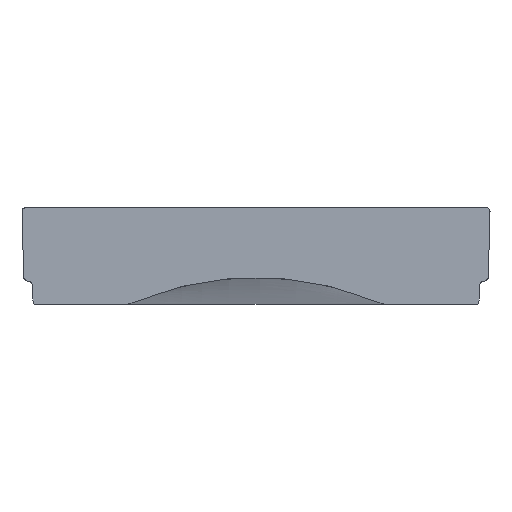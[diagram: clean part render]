
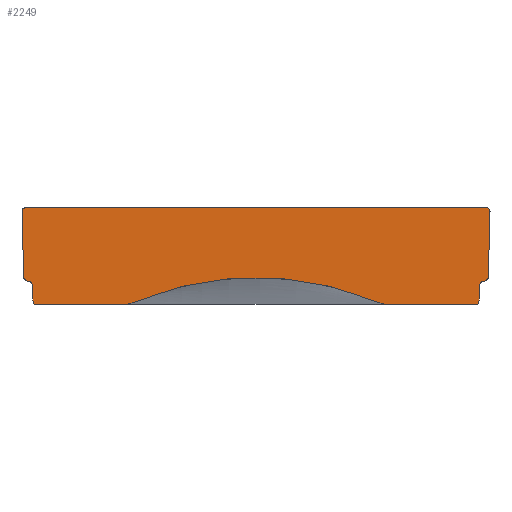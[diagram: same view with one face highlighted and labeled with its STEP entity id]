
A CAD part, left-side view. The second image highlights one B-rep face of the part: STEP entity #2249.
In plain terms, the highlighted planar face has unit normal (-1, 0, 0).
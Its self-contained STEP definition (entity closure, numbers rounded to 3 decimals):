
#70=LINE('',#5919,#146);
#85=LINE('',#6318,#161);
#96=LINE('',#9671,#172);
#97=LINE('',#9712,#173);
#116=LINE('',#11669,#192);
#117=LINE('',#11677,#193);
#118=LINE('',#11681,#194);
#146=VECTOR('',#2428,1000.);
#161=VECTOR('',#2491,1000.);
#172=VECTOR('',#2540,1000.);
#173=VECTOR('',#2541,1000.);
#192=VECTOR('',#2584,1000.);
#193=VECTOR('',#2585,1000.);
#194=VECTOR('',#2588,1000.);
#297=CIRCLE('',#2298,30.);
#298=CIRCLE('',#2300,401.63);
#304=CIRCLE('',#2312,6.);
#305=CIRCLE('',#2314,6.);
#312=CIRCLE('',#2327,6.);
#313=CIRCLE('',#2329,6.);
#315=CIRCLE('',#2332,3.);
#317=CIRCLE('',#2335,3.);
#322=CIRCLE('',#2343,30.);
#324=CIRCLE('',#2357,5.);
#498=B_SPLINE_CURVE_WITH_KNOTS('',3,(#11671,#11672,#11673,#11674,#11675),
 .UNSPECIFIED.,.F.,.F.,(4,1,4),(0.,0.5,1.),.UNSPECIFIED.);
#1060=ORIENTED_EDGE('',*,*,#1447,.F.);
#1061=ORIENTED_EDGE('',*,*,#1451,.F.);
#1062=ORIENTED_EDGE('',*,*,#1404,.F.);
#1063=ORIENTED_EDGE('',*,*,#1313,.F.);
#1064=ORIENTED_EDGE('',*,*,#1345,.F.);
#1065=ORIENTED_EDGE('',*,*,#1342,.F.);
#1066=ORIENTED_EDGE('',*,*,#1541,.T.);
#1067=ORIENTED_EDGE('',*,*,#1542,.F.);
#1068=ORIENTED_EDGE('',*,*,#1543,.T.);
#1069=ORIENTED_EDGE('',*,*,#1544,.F.);
#1070=ORIENTED_EDGE('',*,*,#1545,.T.);
#1071=ORIENTED_EDGE('',*,*,#1399,.F.);
#1072=ORIENTED_EDGE('',*,*,#1401,.F.);
#1073=ORIENTED_EDGE('',*,*,#1367,.F.);
#1074=ORIENTED_EDGE('',*,*,#1407,.F.);
#1075=ORIENTED_EDGE('',*,*,#1459,.F.);
#1076=ORIENTED_EDGE('',*,*,#1304,.T.);
#1077=ORIENTED_EDGE('',*,*,#1308,.F.);
#1304=EDGE_CURVE('',#1640,#1638,#297,.T.);
#1308=EDGE_CURVE('',#1643,#1638,#298,.T.);
#1313=EDGE_CURVE('',#1647,#1648,#70,.T.);
#1342=EDGE_CURVE('',#1669,#1670,#304,.T.);
#1345=EDGE_CURVE('',#1670,#1647,#305,.T.);
#1367=EDGE_CURVE('',#1683,#1684,#85,.T.);
#1399=EDGE_CURVE('',#1709,#1710,#312,.T.);
#1401=EDGE_CURVE('',#1684,#1709,#313,.T.);
#1404=EDGE_CURVE('',#1648,#1711,#315,.T.);
#1407=EDGE_CURVE('',#1714,#1683,#317,.T.);
#1447=EDGE_CURVE('',#1736,#1643,#322,.F.);
#1451=EDGE_CURVE('',#1711,#1736,#96,.T.);
#1459=EDGE_CURVE('',#1640,#1714,#97,.T.);
#1541=EDGE_CURVE('',#1669,#1790,#116,.T.);
#1542=EDGE_CURVE('',#1791,#1790,#498,.F.);
#1543=EDGE_CURVE('',#1791,#1792,#117,.T.);
#1544=EDGE_CURVE('',#1793,#1792,#324,.T.);
#1545=EDGE_CURVE('',#1793,#1710,#118,.T.);
#1638=VERTEX_POINT('',#5869);
#1640=VERTEX_POINT('',#5872);
#1643=VERTEX_POINT('',#5882);
#1647=VERTEX_POINT('',#5918);
#1648=VERTEX_POINT('',#5920);
#1669=VERTEX_POINT('',#6099);
#1670=VERTEX_POINT('',#6101);
#1683=VERTEX_POINT('',#6319);
#1684=VERTEX_POINT('',#6320);
#1709=VERTEX_POINT('',#8429);
#1710=VERTEX_POINT('',#8431);
#1711=VERTEX_POINT('',#8437);
#1714=VERTEX_POINT('',#8445);
#1736=VERTEX_POINT('',#9571);
#1790=VERTEX_POINT('',#11670);
#1791=VERTEX_POINT('',#11676);
#1792=VERTEX_POINT('',#11678);
#1793=VERTEX_POINT('',#11680);
#1975=EDGE_LOOP('',(#1060,#1061,#1062,#1063,#1064,#1065,#1066,#1067,#1068,
#1069,#1070,#1071,#1072,#1073,#1074,#1075,#1076,#1077));
#2104=FACE_BOUND('',#1975,.T.);
#2136=PLANE('',#2356);
#2249=ADVANCED_FACE('',(#2104),#2136,.T.);
#2298=AXIS2_PLACEMENT_3D('',#5871,#2416,#2417);
#2300=AXIS2_PLACEMENT_3D('',#5883,#2422,#2423);
#2312=AXIS2_PLACEMENT_3D('',#6100,#2458,#2459);
#2314=AXIS2_PLACEMENT_3D('',#6109,#2463,#2464);
#2327=AXIS2_PLACEMENT_3D('',#8430,#2497,#2498);
#2329=AXIS2_PLACEMENT_3D('',#8434,#2502,#2503);
#2332=AXIS2_PLACEMENT_3D('',#8440,#2509,#2510);
#2335=AXIS2_PLACEMENT_3D('',#8446,#2516,#2517);
#2343=AXIS2_PLACEMENT_3D('',#9572,#2536,#2537);
#2356=AXIS2_PLACEMENT_3D('',#11668,#2582,#2583);
#2357=AXIS2_PLACEMENT_3D('',#11679,#2586,#2587);
#2416=DIRECTION('',(-1.,0.,0.));
#2417=DIRECTION('',(0.,-1.,0.));
#2422=DIRECTION('',(-1.,0.,0.));
#2423=DIRECTION('',(0.,-1.,0.));
#2428=DIRECTION('',(0.,0.026,-1.));
#2458=DIRECTION('',(1.,0.,0.));
#2459=DIRECTION('',(0.,-1.,-0.026));
#2463=DIRECTION('',(-1.,0.,0.));
#2464=DIRECTION('',(0.,0.04,0.999));
#2491=DIRECTION('',(0.,0.026,1.));
#2497=DIRECTION('',(1.,0.,0.));
#2498=DIRECTION('',(0.,0.04,-0.999));
#2502=DIRECTION('',(-1.,0.,0.));
#2503=DIRECTION('',(0.,-1.,0.026));
#2509=DIRECTION('',(1.,0.,0.));
#2510=DIRECTION('',(0.,1.,0.));
#2516=DIRECTION('',(1.,0.,0.));
#2517=DIRECTION('',(0.,-1.,0.));
#2536=DIRECTION('',(-1.,0.,0.));
#2537=DIRECTION('',(0.,-1.,0.));
#2540=DIRECTION('',(0.,1.,0.));
#2541=DIRECTION('',(0.,1.,0.));
#2582=DIRECTION('',(-1.,0.,0.));
#2583=DIRECTION('',(0.,1.,0.));
#2584=DIRECTION('',(0.,-0.026,1.));
#2585=DIRECTION('',(0.,1.,0.));
#2586=DIRECTION('',(1.,0.,0.));
#2587=DIRECTION('',(0.,1.,-0.026));
#2588=DIRECTION('',(0.,-0.026,-1.));
#5869=CARTESIAN_POINT('',(0.,158.182,-122.462));
#5871=CARTESIAN_POINT('',(0.,169.998,-94.887));
#5872=CARTESIAN_POINT('',(0.,169.998,-124.887));
#5882=CARTESIAN_POINT('',(0.,-158.182,-122.462));
#5883=CARTESIAN_POINT('',(0.,0.,-491.63));
#5918=CARTESIAN_POINT('',(0.,-288.633,-100.73));
#5919=CARTESIAN_POINT('',(0.,-288.355,-111.348));
#5920=CARTESIAN_POINT('',(0.,-288.077,-121.965));
#6099=CARTESIAN_POINT('',(0.,-300.153,-89.053));
#6100=CARTESIAN_POINT('',(0.,-294.155,-88.896));
#6101=CARTESIAN_POINT('',(0.,-294.393,-94.892));
#6109=CARTESIAN_POINT('',(0.,-294.631,-100.887));
#6318=CARTESIAN_POINT('',(0.,288.355,-111.348));
#6319=CARTESIAN_POINT('',(0.,288.077,-121.965));
#6320=CARTESIAN_POINT('',(0.,288.633,-100.73));
#8429=CARTESIAN_POINT('',(0.,294.393,-94.892));
#8430=CARTESIAN_POINT('',(0.,294.155,-88.896));
#8431=CARTESIAN_POINT('',(0.,300.153,-89.053));
#8434=CARTESIAN_POINT('',(0.,294.631,-100.887));
#8437=CARTESIAN_POINT('',(0.,-285.078,-124.887));
#8440=CARTESIAN_POINT('',(0.,-285.078,-121.887));
#8445=CARTESIAN_POINT('',(0.,285.078,-124.887));
#8446=CARTESIAN_POINT('',(0.,285.078,-121.887));
#9571=CARTESIAN_POINT('',(0.,-169.998,-124.887));
#9572=CARTESIAN_POINT('',(0.,-169.998,-94.887));
#9671=CARTESIAN_POINT('',(0.,-234.77,-124.887));
#9712=CARTESIAN_POINT('',(0.,234.77,-124.887));
#11668=CARTESIAN_POINT('',(0.,300.985,0.));
#11669=CARTESIAN_POINT('',(0.,-301.252,-47.092));
#11670=CARTESIAN_POINT('',(0.,-302.35,-5.131));
#11671=CARTESIAN_POINT('',(0.,-302.35,-5.131));
#11672=CARTESIAN_POINT('',(0.,-302.385,-3.797));
#11673=CARTESIAN_POINT('',(0.,-301.33,-1.124));
#11674=CARTESIAN_POINT('',(0.,-298.688,0.));
#11675=CARTESIAN_POINT('',(0.,-297.352,0.));
#11676=CARTESIAN_POINT('',(0.,-297.352,0.));
#11677=CARTESIAN_POINT('',(0.,-148.676,0.));
#11678=CARTESIAN_POINT('',(0.,297.352,0.));
#11679=CARTESIAN_POINT('',(0.,297.352,-5.));
#11680=CARTESIAN_POINT('',(0.,302.35,-5.131));
#11681=CARTESIAN_POINT('',(0.,301.252,-47.092));
